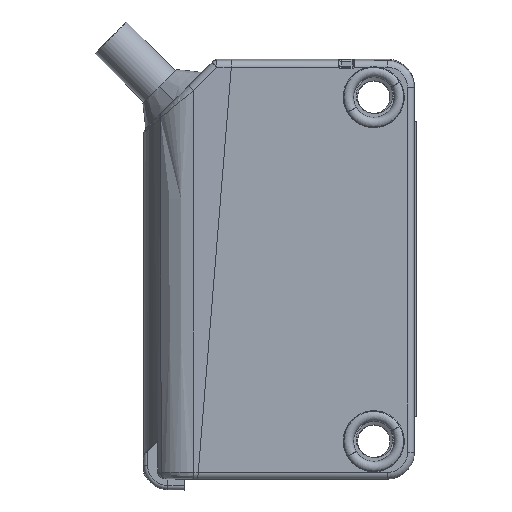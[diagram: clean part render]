
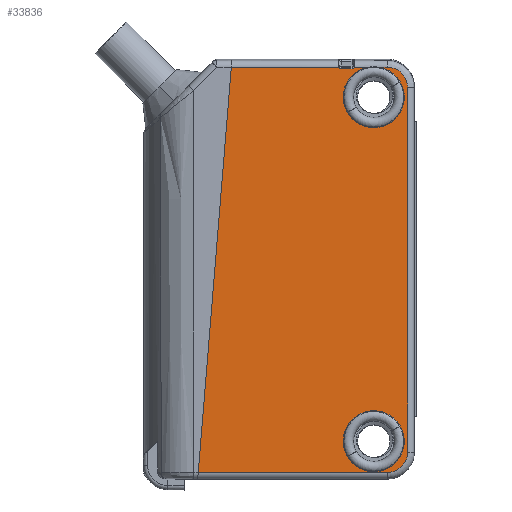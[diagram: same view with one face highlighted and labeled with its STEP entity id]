
A CAD part, left-side view. The second image highlights one B-rep face of the part: STEP entity #33836.
In plain terms, the highlighted planar face has unit normal (-1, 0, 0).
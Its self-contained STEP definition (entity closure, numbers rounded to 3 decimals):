
#8355=CARTESIAN_POINT('',(-5.5,-0.069,7.4));
#8356=DIRECTION('',(-1.,0.,0.));
#8357=DIRECTION('',(0.,-0.866,0.5));
#8358=AXIS2_PLACEMENT_3D('',#8355,#8356,#8357);
#8360=DIRECTION('',(0.,1.,0.));
#8361=VECTOR('',#8360,0.568);
#8362=CARTESIAN_POINT('',(-5.5,-1.069,
9.613));
#8363=LINE('',#8362,#8361);
#8364=CARTESIAN_POINT('',(-5.5,-1.069,
9.613));
#8365=CARTESIAN_POINT('',(-5.5,-1.129,
9.613));
#8366=CARTESIAN_POINT('',(-5.5,-1.248,
9.605));
#8367=CARTESIAN_POINT('',(-5.5,-1.427,
9.573));
#8368=CARTESIAN_POINT('',(-5.5,-1.601,9.519));
#8369=CARTESIAN_POINT('',(-5.5,-1.767,9.444));
#8370=CARTESIAN_POINT('',(-5.5,-1.922,9.351));
#8371=CARTESIAN_POINT('',(-5.5,-2.066,9.238));
#8372=CARTESIAN_POINT('',(-5.5,-2.194,9.11));
#8373=CARTESIAN_POINT('',(-5.5,-2.307,8.966));
#8374=CARTESIAN_POINT('',(-5.5,-2.401,8.811));
#8375=CARTESIAN_POINT('',(-5.5,-2.475,8.645));
#8376=CARTESIAN_POINT('',(-5.5,-2.529,
8.471));
#8377=CARTESIAN_POINT('',(-5.5,-2.562,
8.292));
#8378=CARTESIAN_POINT('',(-5.5,-2.569,
8.172));
#8379=CARTESIAN_POINT('',(-5.5,-2.569,
8.112));
#8381=DIRECTION('',(0.,0.,-1.));
#8382=VECTOR('',#8381,26.912);
#8383=CARTESIAN_POINT('',(-5.5,-2.569,
8.112));
#8384=LINE('',#8383,#8382);
#8385=CARTESIAN_POINT('',(-5.5,-1.069,-18.8));
#8386=DIRECTION('',(1.,0.,0.));
#8387=DIRECTION('',(0.,-1.,0.));
#8388=AXIS2_PLACEMENT_3D('',#8385,#8386,#8387);
#8390=DIRECTION('',(0.,-1.,0.));
#8391=VECTOR('',#8390,13.959);
#8392=CARTESIAN_POINT('',(-5.5,12.89,
-20.3));
#8393=LINE('',#8392,#8391);
#8394=CARTESIAN_POINT('',(-5.5,2.331,9.7));
#8395=DIRECTION('',(-1.,0.,0.));
#8396=DIRECTION('',(0.,0.9,-0.437));
#8397=AXIS2_PLACEMENT_3D('',#8394,#8395,#8396);
#8399=DIRECTION('',(0.,-1.,0.));
#8400=VECTOR('',#8399,0.8);
#8401=CARTESIAN_POINT('',(-5.5,2.331,9.5));
#8402=LINE('',#8401,#8400);
#8403=CARTESIAN_POINT('',(-5.5,1.531,9.7));
#8404=DIRECTION('',(-1.,0.,0.));
#8405=DIRECTION('',(0.,0.,-1.));
#8406=AXIS2_PLACEMENT_3D('',#8403,#8404,#8405);
#8408=DIRECTION('',(0.,-1.,0.));
#8409=VECTOR('',#8408,0.988);
#8410=CARTESIAN_POINT('',(-5.5,1.351,9.613));
#8411=LINE('',#8410,#8409);
#8412=CARTESIAN_POINT('',(-5.5,-0.069,7.4));
#8413=DIRECTION('',(-1.,0.,0.));
#8414=DIRECTION('',(0.,0.191,0.982));
#8415=AXIS2_PLACEMENT_3D('',#8412,#8413,#8414);
#8417=CARTESIAN_POINT('',(-5.5,-0.069,7.4));
#8418=DIRECTION('',(-1.,0.,0.));
#8419=DIRECTION('',(0.,0.866,-0.5));
#8420=AXIS2_PLACEMENT_3D('',#8417,#8418,#8419);
#8422=CARTESIAN_POINT('',(-5.5,-0.069,-18.));
#8423=DIRECTION('',(-1.,0.,0.));
#8424=DIRECTION('',(0.,-0.866,0.5));
#8425=AXIS2_PLACEMENT_3D('',#8422,#8423,#8424);
#8427=CARTESIAN_POINT('',(-5.5,-0.069,-18.));
#8428=DIRECTION('',(-1.,0.,0.));
#8429=DIRECTION('',(0.,0.866,-0.5));
#8430=AXIS2_PLACEMENT_3D('',#8427,#8428,#8429);
#13062=DIRECTION('',(0.,1.,0.));
#13063=VECTOR('',#13062,7.937);
#13064=CARTESIAN_POINT('',(-5.5,2.511,
9.613));
#13065=LINE('',#13064,#13063);
#13085=DIRECTION('',(0.,-0.081,0.997));
#13086=VECTOR('',#13085,30.011);
#13087=CARTESIAN_POINT('',(-5.5,12.89,-20.299));
#13088=LINE('',#13087,#13086);
#13108=CARTESIAN_POINT('',(-5.5,12.89,-20.299));
#13109=CARTESIAN_POINT('',(-5.5,12.89,-20.299));
#13110=CARTESIAN_POINT('',(-5.5,12.89,
-20.299));
#13111=CARTESIAN_POINT('',(-5.5,12.89,
-20.299));
#13112=CARTESIAN_POINT('',(-5.5,12.89,
-20.3));
#13113=CARTESIAN_POINT('',(-5.5,12.89,
-20.3));
#18891=CARTESIAN_POINT('',(-5.5,-2.569,-18.8));
#18892=CARTESIAN_POINT('',(-5.5,-1.069,-20.3));
#18893=VERTEX_POINT('',#18891);
#18894=VERTEX_POINT('',#18892);
#18897=CARTESIAN_POINT('',(-5.5,-2.569,
8.112));
#18898=VERTEX_POINT('',#18897);
#18905=CARTESIAN_POINT('',(-5.5,-1.069,
9.613));
#18906=VERTEX_POINT('',#18905);
#19260=CARTESIAN_POINT('',(-5.5,2.511,9.613));
#19261=CARTESIAN_POINT('',(-5.5,2.331,9.5));
#19262=VERTEX_POINT('',#19260);
#19263=VERTEX_POINT('',#19261);
#19266=CARTESIAN_POINT('',(-5.5,1.531,9.5));
#19267=VERTEX_POINT('',#19266);
#19270=CARTESIAN_POINT('',(-5.5,1.351,9.613));
#19271=VERTEX_POINT('',#19270);
#19504=CARTESIAN_POINT('',(-5.5,12.89,-20.299));
#19505=CARTESIAN_POINT('',(-5.5,10.448,
9.613));
#19506=VERTEX_POINT('',#19504);
#19507=VERTEX_POINT('',#19505);
#19593=VERTEX_POINT('',#13113);
#19723=CARTESIAN_POINT('',(-5.5,-2.022,-16.873));
#19724=CARTESIAN_POINT('',(-5.5,1.883,-19.127));
#19725=VERTEX_POINT('',#19723);
#19726=VERTEX_POINT('',#19724);
#19893=CARTESIAN_POINT('',(-5.5,-2.021,8.527));
#19894=CARTESIAN_POINT('',(-5.5,-0.5,9.613));
#19895=VERTEX_POINT('',#19893);
#19896=VERTEX_POINT('',#19894);
#19897=CARTESIAN_POINT('',(-5.5,0.363,9.613));
#19898=CARTESIAN_POINT('',(-5.5,1.883,6.273));
#19899=VERTEX_POINT('',#19897);
#19900=VERTEX_POINT('',#19898);
#33794=CARTESIAN_POINT('',(-5.5,-3.069,-20.8));
#33795=DIRECTION('',(-1.,0.,0.));
#33796=DIRECTION('',(0.,0.,1.));
#33797=AXIS2_PLACEMENT_3D('',#33794,#33795,#33796);
#33798=PLANE('',#33797);
#33800=ORIENTED_EDGE('',*,*,#33799,.T.);
#33802=ORIENTED_EDGE('',*,*,#33801,.F.);
#33804=ORIENTED_EDGE('',*,*,#33803,.T.);
#33806=ORIENTED_EDGE('',*,*,#33805,.T.);
#33808=ORIENTED_EDGE('',*,*,#33807,.T.);
#33810=ORIENTED_EDGE('',*,*,#33809,.F.);
#33812=ORIENTED_EDGE('',*,*,#33811,.F.);
#33814=ORIENTED_EDGE('',*,*,#33813,.T.);
#33816=ORIENTED_EDGE('',*,*,#33815,.F.);
#33818=ORIENTED_EDGE('',*,*,#33817,.T.);
#33820=ORIENTED_EDGE('',*,*,#33819,.T.);
#33822=ORIENTED_EDGE('',*,*,#33821,.T.);
#33824=ORIENTED_EDGE('',*,*,#33823,.T.);
#33826=ORIENTED_EDGE('',*,*,#33825,.T.);
#33828=ORIENTED_EDGE('',*,*,#33827,.T.);
#33829=EDGE_LOOP('',(#33800,#33802,#33804,#33806,#33808,#33810,#33812,#33814,
#33816,#33818,#33820,#33822,#33824,#33826,#33828));
#33830=FACE_OUTER_BOUND('',#33829,.F.);
#33832=ORIENTED_EDGE('',*,*,#33831,.T.);
#33833=ORIENTED_EDGE('',*,*,#33772,.T.);
#33834=EDGE_LOOP('',(#33832,#33833));
#33835=FACE_BOUND('',#33834,.F.);
#33836=ADVANCED_FACE('',(#33830,#33835),#33798,.T.);
#8359=CIRCLE('',#8358,2.254);
#8380=B_SPLINE_CURVE_WITH_KNOTS('',3,(#8364,#8365,#8366,#8367,#8368,#8369,#8370,
#8371,#8372,#8373,#8374,#8375,#8376,#8377,#8378,#8379),.UNSPECIFIED.,.F.,.F.,(4,
1,1,1,1,1,1,1,1,1,1,1,1,4),(0.,0.077,0.154,
0.231,0.308,0.385,0.462,
0.538,0.615,0.692,0.769,
0.846,0.923,1.),.UNSPECIFIED.);
#8389=CIRCLE('',#8388,1.5);
#8398=CIRCLE('',#8397,0.2);
#8407=CIRCLE('',#8406,0.2);
#8416=CIRCLE('',#8415,2.254);
#8421=CIRCLE('',#8420,2.254);
#8426=CIRCLE('',#8425,2.254);
#8431=CIRCLE('',#8430,2.254);
#13114=B_SPLINE_CURVE_WITH_KNOTS('',3,(#13108,#13109,#13110,#13111,#13112,
#13113),.UNSPECIFIED.,.F.,.F.,(4,1,1,4),(0.,0.333,
0.667,1.),.UNSPECIFIED.);
#33772=EDGE_CURVE('',#19726,#19725,#8431,.T.);
#33799=EDGE_CURVE('',#19895,#19896,#8359,.T.);
#33801=EDGE_CURVE('',#18906,#19896,#8363,.T.);
#33803=EDGE_CURVE('',#18906,#18898,#8380,.T.);
#33805=EDGE_CURVE('',#18898,#18893,#8384,.T.);
#33807=EDGE_CURVE('',#18893,#18894,#8389,.T.);
#33809=EDGE_CURVE('',#19593,#18894,#8393,.T.);
#33811=EDGE_CURVE('',#19506,#19593,#13114,.T.);
#33813=EDGE_CURVE('',#19506,#19507,#13088,.T.);
#33815=EDGE_CURVE('',#19262,#19507,#13065,.T.);
#33817=EDGE_CURVE('',#19262,#19263,#8398,.T.);
#33819=EDGE_CURVE('',#19263,#19267,#8402,.T.);
#33821=EDGE_CURVE('',#19267,#19271,#8407,.T.);
#33823=EDGE_CURVE('',#19271,#19899,#8411,.T.);
#33825=EDGE_CURVE('',#19899,#19900,#8416,.T.);
#33827=EDGE_CURVE('',#19900,#19895,#8421,.T.);
#33831=EDGE_CURVE('',#19725,#19726,#8426,.T.);
